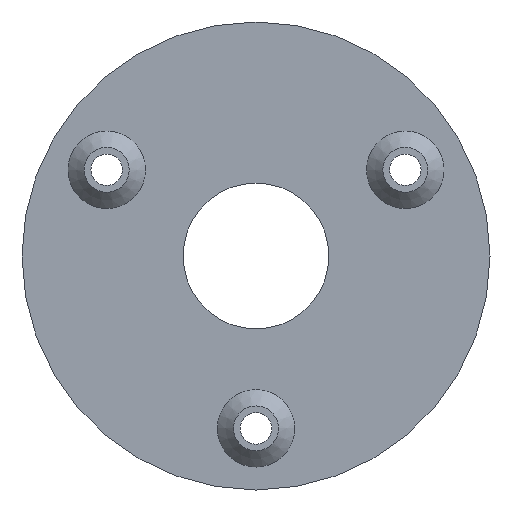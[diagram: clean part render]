
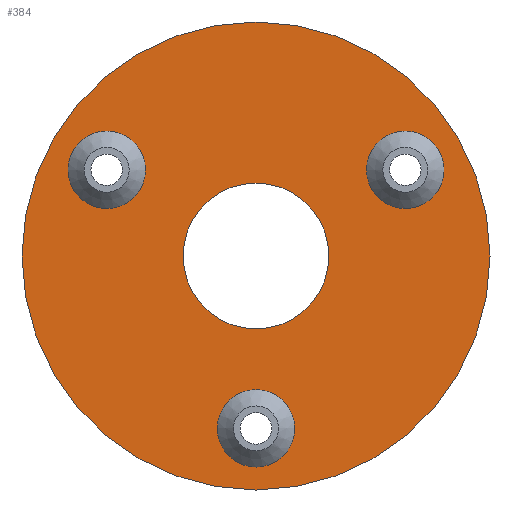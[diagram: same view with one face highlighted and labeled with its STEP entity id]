
A CAD part, front view. The second image highlights one B-rep face of the part: STEP entity #384.
In plain terms, the highlighted planar face has unit normal (0, -1, 0).
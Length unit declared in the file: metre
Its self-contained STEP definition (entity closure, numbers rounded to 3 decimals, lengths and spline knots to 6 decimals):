
#68=PLANE('',#433);
#122=ORIENTED_EDGE('',*,*,#182,.F.);
#123=ORIENTED_EDGE('',*,*,#183,.F.);
#124=ORIENTED_EDGE('',*,*,#181,.T.);
#125=ORIENTED_EDGE('',*,*,#184,.F.);
#126=ORIENTED_EDGE('',*,*,#185,.T.);
#181=EDGE_CURVE('',#216,#216,#239,.T.);
#182=EDGE_CURVE('',#217,#217,#240,.T.);
#183=EDGE_CURVE('',#218,#218,#241,.T.);
#184=EDGE_CURVE('',#219,#219,#242,.T.);
#185=EDGE_CURVE('',#220,#220,#243,.T.);
#216=VERTEX_POINT('',#642);
#217=VERTEX_POINT('',#645);
#218=VERTEX_POINT('',#647);
#219=VERTEX_POINT('',#649);
#220=VERTEX_POINT('',#651);
#239=CIRCLE('',#432,0.026);
#240=CIRCLE('',#434,0.0043);
#241=CIRCLE('',#435,0.0043);
#242=CIRCLE('',#436,0.0043);
#243=CIRCLE('',#437,0.0081);
#275=EDGE_LOOP('',(#122));
#276=EDGE_LOOP('',(#123));
#277=EDGE_LOOP('',(#124));
#278=EDGE_LOOP('',(#125));
#279=EDGE_LOOP('',(#126));
#329=FACE_BOUND('',#275,.T.);
#330=FACE_BOUND('',#276,.T.);
#331=FACE_BOUND('',#277,.T.);
#332=FACE_BOUND('',#278,.T.);
#333=FACE_BOUND('',#279,.T.);
#384=ADVANCED_FACE('',(#329,#330,#331,#332,#333),#68,.T.);
#432=AXIS2_PLACEMENT_3D('',#641,#522,#523);
#433=AXIS2_PLACEMENT_3D('',#643,#524,#525);
#434=AXIS2_PLACEMENT_3D('',#644,#526,#527);
#435=AXIS2_PLACEMENT_3D('',#646,#528,#529);
#436=AXIS2_PLACEMENT_3D('',#648,#530,#531);
#437=AXIS2_PLACEMENT_3D('',#650,#532,#533);
#522=DIRECTION('',(0.,-1.,0.));
#523=DIRECTION('',(1.,0.,0.));
#524=DIRECTION('',(0.,-1.,0.));
#525=DIRECTION('',(1.,0.,0.));
#526=DIRECTION('',(0.,-1.,0.));
#527=DIRECTION('',(-1.,0.,0.));
#528=DIRECTION('',(0.,-1.,0.));
#529=DIRECTION('',(-1.,0.,0.));
#530=DIRECTION('',(0.,-1.,0.));
#531=DIRECTION('',(-1.,0.,0.));
#532=DIRECTION('',(0.,1.,0.));
#533=DIRECTION('',(-1.,0.,0.));
#641=CARTESIAN_POINT('',(0.,0.,0.));
#642=CARTESIAN_POINT('',(0.026,0.,0.));
#643=CARTESIAN_POINT('',(0.,0.,0.));
#644=CARTESIAN_POINT('',(0.,0.,-0.019155));
#645=CARTESIAN_POINT('',(-0.0043,0.,-0.019155));
#646=CARTESIAN_POINT('',(0.016589,0.,0.009578));
#647=CARTESIAN_POINT('',(0.012289,0.,0.009578));
#648=CARTESIAN_POINT('',(-0.016589,0.,0.009578));
#649=CARTESIAN_POINT('',(-0.020889,0.,0.009578));
#650=CARTESIAN_POINT('',(0.,0.,0.));
#651=CARTESIAN_POINT('',(-0.0081,0.,0.));
